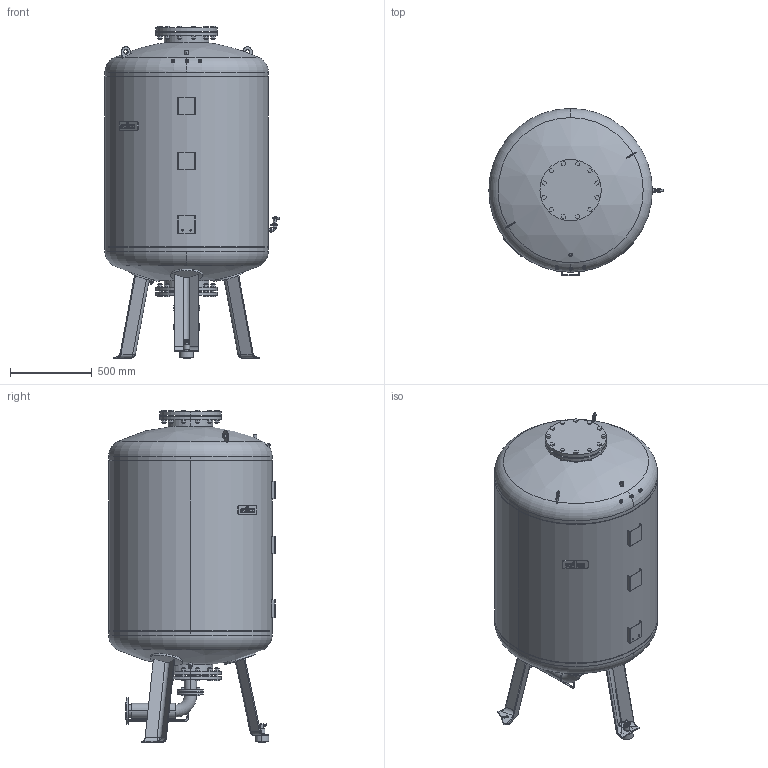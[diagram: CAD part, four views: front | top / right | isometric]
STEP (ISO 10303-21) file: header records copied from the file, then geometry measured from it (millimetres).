
FILE_DESCRIPTION((''),'2;1');
FILE_NAME('3d_RG1000_6bar-7650105.stp','2010-09-10T13:13:35',(''),(''),'Mechanical Desktop 2009','Mechanical Desktop 2009',', , ');
FILE_SCHEMA(('CONFIG_CONTROL_DESIGN'));
Length unit declared in the file: millimetre
Products named in the file (1): Product
Bounding box: 1066 x 1020 x 2030 mm (x, y, z)
Volume: 1071584143.9 mm3; surface area: 10904170.1 mm2
Topology: 33 solids, 33 shells, 1189 faces, 2850 edges, 1829 vertices
Faces by surface type: plane 675, cylinder 280, cone 100, bspline 93, torus 22, sphere 19
Entity records: 36843 total; most frequent: CARTESIAN_POINT 8727, DIRECTION 5851, ORIENTED_EDGE 5652, EDGE_CURVE 2826, AXIS2_PLACEMENT_3D 1987, VECTOR 1877, LINE 1877, VERTEX_POINT 1829
